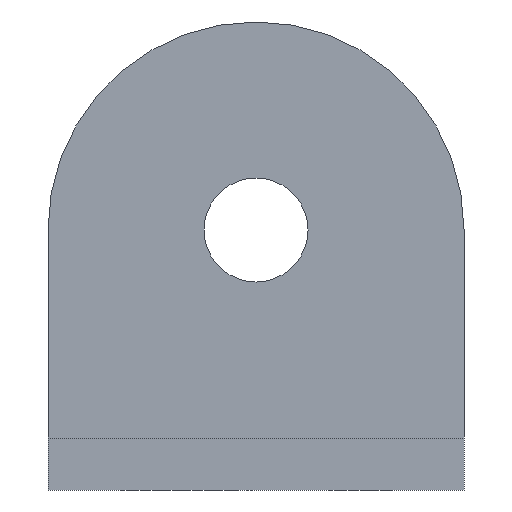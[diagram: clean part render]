
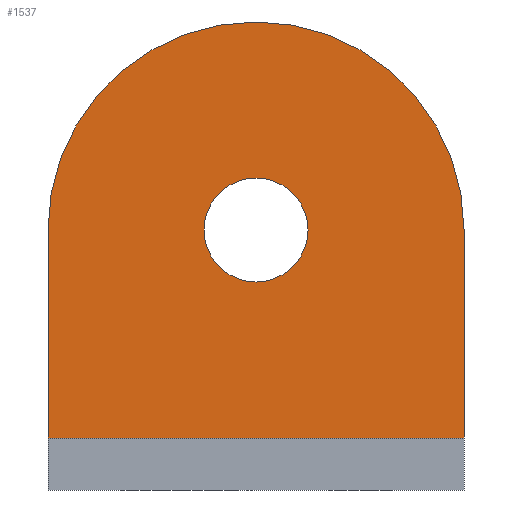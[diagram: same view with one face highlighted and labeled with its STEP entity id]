
A CAD part, front view. The second image highlights one B-rep face of the part: STEP entity #1537.
In plain terms, the highlighted planar face has unit normal (0, -1, 0).
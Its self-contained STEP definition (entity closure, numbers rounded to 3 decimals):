
#32 = PLANE('',#33);
#33 = AXIS2_PLACEMENT_3D('',#34,#35,#36);
#34 = CARTESIAN_POINT('',(-40.,-40.,-5.));
#35 = DIRECTION('',(1.,0.,0.));
#36 = DIRECTION('',(0.,0.,1.));
#281 = VERTEX_POINT('',#282);
#282 = CARTESIAN_POINT('',(-40.,-12.5,45.01));
#296 = CYLINDRICAL_SURFACE('',#297,39.99);
#297 = AXIS2_PLACEMENT_3D('',#298,#299,#300);
#298 = CARTESIAN_POINT('',(-0.01,-7.5,45.01));
#299 = DIRECTION('',(0.,-1.,0.));
#300 = DIRECTION('',(-1.,-0.,0.));
#308 = EDGE_CURVE('',#309,#281,#311,.T.);
#309 = VERTEX_POINT('',#310);
#310 = CARTESIAN_POINT('',(-40.,-12.5,5.));
#311 = SURFACE_CURVE('',#312,(#316,#323),.PCURVE_S1.);
#312 = LINE('',#313,#314);
#313 = CARTESIAN_POINT('',(-40.,-12.5,-35.));
#314 = VECTOR('',#315,1.);
#315 = DIRECTION('',(0.,0.,1.));
#316 = PCURVE('',#32,#317);
#317 = DEFINITIONAL_REPRESENTATION('',(#318),#322);
#318 = LINE('',#319,#320);
#319 = CARTESIAN_POINT('',(-30.,-27.5));
#320 = VECTOR('',#321,1.);
#321 = DIRECTION('',(1.,0.));
#322 = ( GEOMETRIC_REPRESENTATION_CONTEXT(2) 
PARAMETRIC_REPRESENTATION_CONTEXT() REPRESENTATION_CONTEXT('2D SPACE',''
  ) );
#323 = PCURVE('',#324,#329);
#324 = PLANE('',#325);
#325 = AXIS2_PLACEMENT_3D('',#326,#327,#328);
#326 = CARTESIAN_POINT('',(-40.,-12.5,-35.));
#327 = DIRECTION('',(0.,-1.,0.));
#328 = DIRECTION('',(1.,0.,0.));
#329 = DEFINITIONAL_REPRESENTATION('',(#330),#334);
#330 = LINE('',#331,#332);
#331 = CARTESIAN_POINT('',(0.,0.));
#332 = VECTOR('',#333,1.);
#333 = DIRECTION('',(0.,1.));
#334 = ( GEOMETRIC_REPRESENTATION_CONTEXT(2) 
PARAMETRIC_REPRESENTATION_CONTEXT() REPRESENTATION_CONTEXT('2D SPACE',''
  ) );
#350 = PLANE('',#351);
#351 = AXIS2_PLACEMENT_3D('',#352,#353,#354);
#352 = CARTESIAN_POINT('',(-40.,-40.,5.));
#353 = DIRECTION('',(0.,0.,1.));
#354 = DIRECTION('',(1.,0.,0.));
#426 = PLANE('',#427);
#427 = AXIS2_PLACEMENT_3D('',#428,#429,#430);
#428 = CARTESIAN_POINT('',(40.,-40.,-5.));
#429 = DIRECTION('',(1.,0.,0.));
#430 = DIRECTION('',(0.,0.,1.));
#1113 = VERTEX_POINT('',#1114);
#1114 = CARTESIAN_POINT('',(40.,-12.5,5.));
#1135 = EDGE_CURVE('',#309,#1113,#1136,.T.);
#1136 = SURFACE_CURVE('',#1137,(#1141,#1148),.PCURVE_S1.);
#1137 = LINE('',#1138,#1139);
#1138 = CARTESIAN_POINT('',(0.,-12.5,5.));
#1139 = VECTOR('',#1140,1.);
#1140 = DIRECTION('',(1.,0.,0.));
#1141 = PCURVE('',#350,#1142);
#1142 = DEFINITIONAL_REPRESENTATION('',(#1143),#1147);
#1143 = LINE('',#1144,#1145);
#1144 = CARTESIAN_POINT('',(40.,27.5));
#1145 = VECTOR('',#1146,1.);
#1146 = DIRECTION('',(1.,0.));
#1147 = ( GEOMETRIC_REPRESENTATION_CONTEXT(2) 
PARAMETRIC_REPRESENTATION_CONTEXT() REPRESENTATION_CONTEXT('2D SPACE',''
  ) );
#1148 = PCURVE('',#324,#1149);
#1149 = DEFINITIONAL_REPRESENTATION('',(#1150),#1154);
#1150 = LINE('',#1151,#1152);
#1151 = CARTESIAN_POINT('',(40.,40.));
#1152 = VECTOR('',#1153,1.);
#1153 = DIRECTION('',(1.,0.));
#1154 = ( GEOMETRIC_REPRESENTATION_CONTEXT(2) 
PARAMETRIC_REPRESENTATION_CONTEXT() REPRESENTATION_CONTEXT('2D SPACE',''
  ) );
#1320 = VERTEX_POINT('',#1321);
#1321 = CARTESIAN_POINT('',(40.,-12.5,45.01));
#1335 = CYLINDRICAL_SURFACE('',#1336,39.99);
#1336 = AXIS2_PLACEMENT_3D('',#1337,#1338,#1339);
#1337 = CARTESIAN_POINT('',(0.01,-7.5,45.01));
#1338 = DIRECTION('',(0.,-1.,0.));
#1339 = DIRECTION('',(1.,0.,0.));
#1347 = EDGE_CURVE('',#1113,#1320,#1348,.T.);
#1348 = SURFACE_CURVE('',#1349,(#1353,#1360),.PCURVE_S1.);
#1349 = LINE('',#1350,#1351);
#1350 = CARTESIAN_POINT('',(40.,-12.5,-35.));
#1351 = VECTOR('',#1352,1.);
#1352 = DIRECTION('',(0.,0.,1.));
#1353 = PCURVE('',#426,#1354);
#1354 = DEFINITIONAL_REPRESENTATION('',(#1355),#1359);
#1355 = LINE('',#1356,#1357);
#1356 = CARTESIAN_POINT('',(-30.,-27.5));
#1357 = VECTOR('',#1358,1.);
#1358 = DIRECTION('',(1.,0.));
#1359 = ( GEOMETRIC_REPRESENTATION_CONTEXT(2) 
PARAMETRIC_REPRESENTATION_CONTEXT() REPRESENTATION_CONTEXT('2D SPACE',''
  ) );
#1360 = PCURVE('',#324,#1361);
#1361 = DEFINITIONAL_REPRESENTATION('',(#1362),#1366);
#1362 = LINE('',#1363,#1364);
#1363 = CARTESIAN_POINT('',(80.,0.));
#1364 = VECTOR('',#1365,1.);
#1365 = DIRECTION('',(0.,1.));
#1366 = ( GEOMETRIC_REPRESENTATION_CONTEXT(2) 
PARAMETRIC_REPRESENTATION_CONTEXT() REPRESENTATION_CONTEXT('2D SPACE',''
  ) );
#1537 = ADVANCED_FACE('',(#1538,#1621),#324,.T.);
#1538 = FACE_BOUND('',#1539,.T.);
#1539 = EDGE_LOOP('',(#1540,#1541,#1542,#1543,#1567,#1595));
#1540 = ORIENTED_EDGE('',*,*,#308,.F.);
#1541 = ORIENTED_EDGE('',*,*,#1135,.T.);
#1542 = ORIENTED_EDGE('',*,*,#1347,.T.);
#1543 = ORIENTED_EDGE('',*,*,#1544,.T.);
#1544 = EDGE_CURVE('',#1320,#1545,#1547,.T.);
#1545 = VERTEX_POINT('',#1546);
#1546 = CARTESIAN_POINT('',(0.01,-12.5,85.));
#1547 = SURFACE_CURVE('',#1548,(#1553,#1560),.PCURVE_S1.);
#1548 = CIRCLE('',#1549,39.99);
#1549 = AXIS2_PLACEMENT_3D('',#1550,#1551,#1552);
#1550 = CARTESIAN_POINT('',(0.01,-12.5,45.01));
#1551 = DIRECTION('',(0.,-1.,0.));
#1552 = DIRECTION('',(0.,-0.,-1.));
#1553 = PCURVE('',#324,#1554);
#1554 = DEFINITIONAL_REPRESENTATION('',(#1555),#1559);
#1555 = CIRCLE('',#1556,39.99);
#1556 = AXIS2_PLACEMENT_2D('',#1557,#1558);
#1557 = CARTESIAN_POINT('',(40.01,80.01));
#1558 = DIRECTION('',(0.,-1.));
#1559 = ( GEOMETRIC_REPRESENTATION_CONTEXT(2) 
PARAMETRIC_REPRESENTATION_CONTEXT() REPRESENTATION_CONTEXT('2D SPACE',''
  ) );
#1560 = PCURVE('',#1335,#1561);
#1561 = DEFINITIONAL_REPRESENTATION('',(#1562),#1566);
#1562 = LINE('',#1563,#1564);
#1563 = CARTESIAN_POINT('',(-1.571,5.));
#1564 = VECTOR('',#1565,1.);
#1565 = DIRECTION('',(1.,0.));
#1566 = ( GEOMETRIC_REPRESENTATION_CONTEXT(2) 
PARAMETRIC_REPRESENTATION_CONTEXT() REPRESENTATION_CONTEXT('2D SPACE',''
  ) );
#1567 = ORIENTED_EDGE('',*,*,#1568,.F.);
#1568 = EDGE_CURVE('',#1569,#1545,#1571,.T.);
#1569 = VERTEX_POINT('',#1570);
#1570 = CARTESIAN_POINT('',(-0.01,-12.5,85.));
#1571 = SURFACE_CURVE('',#1572,(#1576,#1583),.PCURVE_S1.);
#1572 = LINE('',#1573,#1574);
#1573 = CARTESIAN_POINT('',(-40.,-12.5,85.));
#1574 = VECTOR('',#1575,1.);
#1575 = DIRECTION('',(1.,0.,0.));
#1576 = PCURVE('',#324,#1577);
#1577 = DEFINITIONAL_REPRESENTATION('',(#1578),#1582);
#1578 = LINE('',#1579,#1580);
#1579 = CARTESIAN_POINT('',(0.,120.));
#1580 = VECTOR('',#1581,1.);
#1581 = DIRECTION('',(1.,0.));
#1582 = ( GEOMETRIC_REPRESENTATION_CONTEXT(2) 
PARAMETRIC_REPRESENTATION_CONTEXT() REPRESENTATION_CONTEXT('2D SPACE',''
  ) );
#1583 = PCURVE('',#1584,#1589);
#1584 = PLANE('',#1585);
#1585 = AXIS2_PLACEMENT_3D('',#1586,#1587,#1588);
#1586 = CARTESIAN_POINT('',(-40.,-7.5,85.));
#1587 = DIRECTION('',(0.,0.,1.));
#1588 = DIRECTION('',(0.,-1.,0.));
#1589 = DEFINITIONAL_REPRESENTATION('',(#1590),#1594);
#1590 = LINE('',#1591,#1592);
#1591 = CARTESIAN_POINT('',(5.,0.));
#1592 = VECTOR('',#1593,1.);
#1593 = DIRECTION('',(0.,1.));
#1594 = ( GEOMETRIC_REPRESENTATION_CONTEXT(2) 
PARAMETRIC_REPRESENTATION_CONTEXT() REPRESENTATION_CONTEXT('2D SPACE',''
  ) );
#1595 = ORIENTED_EDGE('',*,*,#1596,.F.);
#1596 = EDGE_CURVE('',#281,#1569,#1597,.T.);
#1597 = SURFACE_CURVE('',#1598,(#1603,#1614),.PCURVE_S1.);
#1598 = CIRCLE('',#1599,39.99);
#1599 = AXIS2_PLACEMENT_3D('',#1600,#1601,#1602);
#1600 = CARTESIAN_POINT('',(-0.01,-12.5,45.01));
#1601 = DIRECTION('',(-0.,1.,0.));
#1602 = DIRECTION('',(0.,0.,-1.));
#1603 = PCURVE('',#324,#1604);
#1604 = DEFINITIONAL_REPRESENTATION('',(#1605),#1613);
#1605 = ( BOUNDED_CURVE() B_SPLINE_CURVE(2,(#1606,#1607,#1608,#1609,
#1610,#1611,#1612),.UNSPECIFIED.,.T.,.F.) B_SPLINE_CURVE_WITH_KNOTS((1,2
    ,2,2,2,1),(-2.094,0.,2.094,4.189,
6.283,8.378),.UNSPECIFIED.) CURVE() 
GEOMETRIC_REPRESENTATION_ITEM() RATIONAL_B_SPLINE_CURVE((1.,0.5,1.,0.5,
1.,0.5,1.)) REPRESENTATION_ITEM('') );
#1606 = CARTESIAN_POINT('',(39.99,40.02));
#1607 = CARTESIAN_POINT('',(-29.275,40.02));
#1608 = CARTESIAN_POINT('',(5.358,100.005));
#1609 = CARTESIAN_POINT('',(39.99,159.99));
#1610 = CARTESIAN_POINT('',(74.622,100.005));
#1611 = CARTESIAN_POINT('',(109.255,40.02));
#1612 = CARTESIAN_POINT('',(39.99,40.02));
#1613 = ( GEOMETRIC_REPRESENTATION_CONTEXT(2) 
PARAMETRIC_REPRESENTATION_CONTEXT() REPRESENTATION_CONTEXT('2D SPACE',''
  ) );
#1614 = PCURVE('',#296,#1615);
#1615 = DEFINITIONAL_REPRESENTATION('',(#1616),#1620);
#1616 = LINE('',#1617,#1618);
#1617 = CARTESIAN_POINT('',(1.571,5.));
#1618 = VECTOR('',#1619,1.);
#1619 = DIRECTION('',(-1.,0.));
#1620 = ( GEOMETRIC_REPRESENTATION_CONTEXT(2) 
PARAMETRIC_REPRESENTATION_CONTEXT() REPRESENTATION_CONTEXT('2D SPACE',''
  ) );
#1621 = FACE_BOUND('',#1622,.T.);
#1622 = EDGE_LOOP('',(#1623));
#1623 = ORIENTED_EDGE('',*,*,#1624,.T.);
#1624 = EDGE_CURVE('',#1625,#1625,#1627,.T.);
#1625 = VERTEX_POINT('',#1626);
#1626 = CARTESIAN_POINT('',(10.,-12.5,45.));
#1627 = SURFACE_CURVE('',#1628,(#1633,#1644),.PCURVE_S1.);
#1628 = CIRCLE('',#1629,10.);
#1629 = AXIS2_PLACEMENT_3D('',#1630,#1631,#1632);
#1630 = CARTESIAN_POINT('',(0.,-12.5,45.));
#1631 = DIRECTION('',(-0.,1.,0.));
#1632 = DIRECTION('',(1.,0.,0.));
#1633 = PCURVE('',#324,#1634);
#1634 = DEFINITIONAL_REPRESENTATION('',(#1635),#1643);
#1635 = ( BOUNDED_CURVE() B_SPLINE_CURVE(2,(#1636,#1637,#1638,#1639,
#1640,#1641,#1642),.UNSPECIFIED.,.T.,.F.) B_SPLINE_CURVE_WITH_KNOTS((1,2
    ,2,2,2,1),(-2.094,0.,2.094,4.189,
6.283,8.378),.UNSPECIFIED.) CURVE() 
GEOMETRIC_REPRESENTATION_ITEM() RATIONAL_B_SPLINE_CURVE((1.,0.5,1.,0.5,
1.,0.5,1.)) REPRESENTATION_ITEM('') );
#1636 = CARTESIAN_POINT('',(50.,80.));
#1637 = CARTESIAN_POINT('',(50.,62.679));
#1638 = CARTESIAN_POINT('',(35.,71.34));
#1639 = CARTESIAN_POINT('',(20.,80.));
#1640 = CARTESIAN_POINT('',(35.,88.66));
#1641 = CARTESIAN_POINT('',(50.,97.321));
#1642 = CARTESIAN_POINT('',(50.,80.));
#1643 = ( GEOMETRIC_REPRESENTATION_CONTEXT(2) 
PARAMETRIC_REPRESENTATION_CONTEXT() REPRESENTATION_CONTEXT('2D SPACE',''
  ) );
#1644 = PCURVE('',#1645,#1650);
#1645 = CYLINDRICAL_SURFACE('',#1646,10.);
#1646 = AXIS2_PLACEMENT_3D('',#1647,#1648,#1649);
#1647 = CARTESIAN_POINT('',(0.,70.,45.));
#1648 = DIRECTION('',(0.,1.,0.));
#1649 = DIRECTION('',(1.,0.,0.));
#1650 = DEFINITIONAL_REPRESENTATION('',(#1651),#1655);
#1651 = LINE('',#1652,#1653);
#1652 = CARTESIAN_POINT('',(-6.283,-82.5));
#1653 = VECTOR('',#1654,1.);
#1654 = DIRECTION('',(1.,-0.));
#1655 = ( GEOMETRIC_REPRESENTATION_CONTEXT(2) 
PARAMETRIC_REPRESENTATION_CONTEXT() REPRESENTATION_CONTEXT('2D SPACE',''
  ) );
